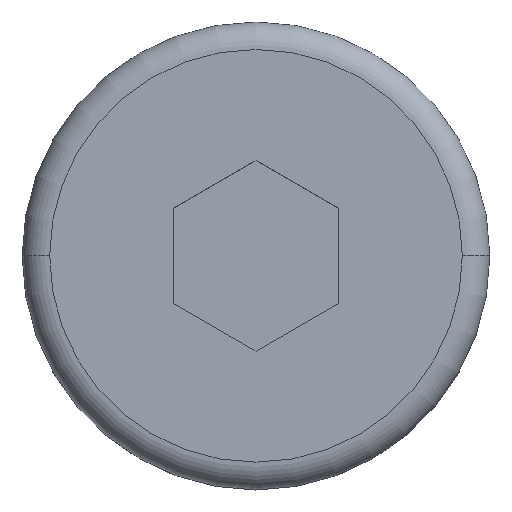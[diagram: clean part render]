
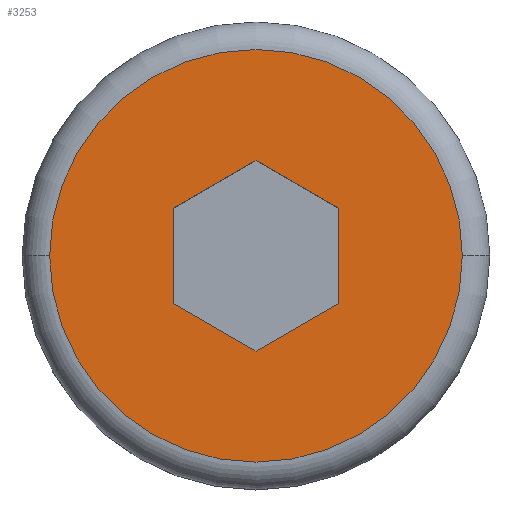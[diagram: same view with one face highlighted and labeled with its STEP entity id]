
A CAD part, top view. The second image highlights one B-rep face of the part: STEP entity #3253.
In plain terms, the highlighted planar face has unit normal (0, 0, 1).
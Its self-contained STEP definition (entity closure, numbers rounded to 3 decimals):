
#196 = CARTESIAN_POINT ( 'NONE',  ( 1.5, 0.866, 0. ) ) ;
#211 = EDGE_CURVE ( 'NONE', #1086, #776, #2198, .T. ) ;
#217 = ORIENTED_EDGE ( 'NONE', *, *, #211, .T. ) ;
#238 = ORIENTED_EDGE ( 'NONE', *, *, #1618, .F. ) ;
#360 = CARTESIAN_POINT ( 'NONE',  ( 0., 1.732, 0. ) ) ;
#535 = EDGE_LOOP ( 'NONE', ( #1505, #217 ) ) ;
#536 = VECTOR ( 'NONE', #3023, 1000. ) ;
#591 = DIRECTION ( 'NONE',  ( 0., 0., 1. ) ) ;
#627 = VERTEX_POINT ( 'NONE', #360 ) ;
#677 = CARTESIAN_POINT ( 'NONE',  ( -3.75, 0., 0. ) ) ;
#769 = EDGE_CURVE ( 'NONE', #1599, #627, #2235, .T. ) ;
#776 = VERTEX_POINT ( 'NONE', #975 ) ;
#882 = DIRECTION ( 'NONE',  ( 1., 0., 0. ) ) ;
#898 = VECTOR ( 'NONE', #1744, 1000. ) ;
#975 = CARTESIAN_POINT ( 'NONE',  ( 3.75, 0., 0. ) ) ;
#1002 = ORIENTED_EDGE ( 'NONE', *, *, #2551, .F. ) ;
#1012 = ORIENTED_EDGE ( 'NONE', *, *, #1495, .F. ) ;
#1020 = VECTOR ( 'NONE', #1022, 1000. ) ;
#1022 = DIRECTION ( 'NONE',  ( 0.866, 0.5, 0. ) ) ;
#1029 = CARTESIAN_POINT ( 'NONE',  ( 0., -1.732, 0. ) ) ;
#1086 = VERTEX_POINT ( 'NONE', #677 ) ;
#1101 = FACE_BOUND ( 'NONE', #1876, .T. ) ;
#1117 = ORIENTED_EDGE ( 'NONE', *, *, #769, .F. ) ;
#1140 = CIRCLE ( 'NONE', #2882, 3.75 ) ;
#1213 = CARTESIAN_POINT ( 'NONE',  ( -1.5, 0.866, 0. ) ) ;
#1214 = CARTESIAN_POINT ( 'NONE',  ( 1.5, -0.866, 0. ) ) ;
#1253 = PLANE ( 'NONE',  #2916 ) ;
#1269 = LINE ( 'NONE', #1213, #2103 ) ;
#1333 = CARTESIAN_POINT ( 'NONE',  ( -1.5, -0.866, 0. ) ) ;
#1346 = LINE ( 'NONE', #1214, #898 ) ;
#1351 = VECTOR ( 'NONE', #1764, 1000. ) ;
#1388 = CARTESIAN_POINT ( 'NONE',  ( 0., 0., 0. ) ) ;
#1495 = EDGE_CURVE ( 'NONE', #1692, #2666, #2904, .T. ) ;
#1505 = ORIENTED_EDGE ( 'NONE', *, *, #2073, .T. ) ;
#1524 = CARTESIAN_POINT ( 'NONE',  ( 0., 1.732, 0. ) ) ;
#1599 = VERTEX_POINT ( 'NONE', #196 ) ;
#1618 = EDGE_CURVE ( 'NONE', #627, #1858, #2037, .T. ) ;
#1622 = CARTESIAN_POINT ( 'NONE',  ( 0., 0., 0. ) ) ;
#1663 = AXIS2_PLACEMENT_3D ( 'NONE', #1622, #2115, #882 ) ;
#1692 = VERTEX_POINT ( 'NONE', #1333 ) ;
#1702 = LINE ( 'NONE', #1792, #1020 ) ;
#1744 = DIRECTION ( 'NONE',  ( 0., 1., 0. ) ) ;
#1764 = DIRECTION ( 'NONE',  ( -0.866, -0.5, 0. ) ) ;
#1769 = DIRECTION ( 'NONE',  ( 0., -1., 0. ) ) ;
#1770 = DIRECTION ( 'NONE',  ( 0., 0., 1. ) ) ;
#1792 = CARTESIAN_POINT ( 'NONE',  ( 0., -1.732, 0. ) ) ;
#1858 = VERTEX_POINT ( 'NONE', #2093 ) ;
#1876 = EDGE_LOOP ( 'NONE', ( #1002, #238, #1117, #2627, #3011, #1012 ) ) ;
#1941 = CARTESIAN_POINT ( 'NONE',  ( 1.5, 0.866, 0. ) ) ;
#1994 = DIRECTION ( 'NONE',  ( 0.866, -0.5, 0. ) ) ;
#2023 = DIRECTION ( 'NONE',  ( 1., 0., 0. ) ) ;
#2037 = LINE ( 'NONE', #1524, #1351 ) ;
#2073 = EDGE_CURVE ( 'NONE', #776, #1086, #1140, .T. ) ;
#2093 = CARTESIAN_POINT ( 'NONE',  ( -1.5, 0.866, 0. ) ) ;
#2103 = VECTOR ( 'NONE', #1769, 1000. ) ;
#2115 = DIRECTION ( 'NONE',  ( 0., 0., 1. ) ) ;
#2198 = CIRCLE ( 'NONE', #1663, 3.75 ) ;
#2235 = LINE ( 'NONE', #1941, #536 ) ;
#2406 = DIRECTION ( 'NONE',  ( 1., 0., 0. ) ) ;
#2469 = FACE_OUTER_BOUND ( 'NONE', #535, .T. ) ;
#2551 = EDGE_CURVE ( 'NONE', #1858, #1692, #1269, .T. ) ;
#2627 = ORIENTED_EDGE ( 'NONE', *, *, #3146, .F. ) ;
#2628 = VECTOR ( 'NONE', #1994, 1000. ) ;
#2666 = VERTEX_POINT ( 'NONE', #1029 ) ;
#2861 = VERTEX_POINT ( 'NONE', #3065 ) ;
#2876 = EDGE_CURVE ( 'NONE', #2666, #2861, #1702, .T. ) ;
#2882 = AXIS2_PLACEMENT_3D ( 'NONE', #1388, #591, #2406 ) ;
#2904 = LINE ( 'NONE', #3031, #2628 ) ;
#2916 = AXIS2_PLACEMENT_3D ( 'NONE', #3300, #1770, #2023 ) ;
#3011 = ORIENTED_EDGE ( 'NONE', *, *, #2876, .F. ) ;
#3023 = DIRECTION ( 'NONE',  ( -0.866, 0.5, 0. ) ) ;
#3031 = CARTESIAN_POINT ( 'NONE',  ( -1.5, -0.866, 0. ) ) ;
#3065 = CARTESIAN_POINT ( 'NONE',  ( 1.5, -0.866, 0. ) ) ;
#3146 = EDGE_CURVE ( 'NONE', #2861, #1599, #1346, .T. ) ;
#3253 = ADVANCED_FACE ( 'NONE', ( #2469, #1101 ), #1253, .T. ) ;
#3300 = CARTESIAN_POINT ( 'NONE',  ( 0., 0., 0. ) ) ;
